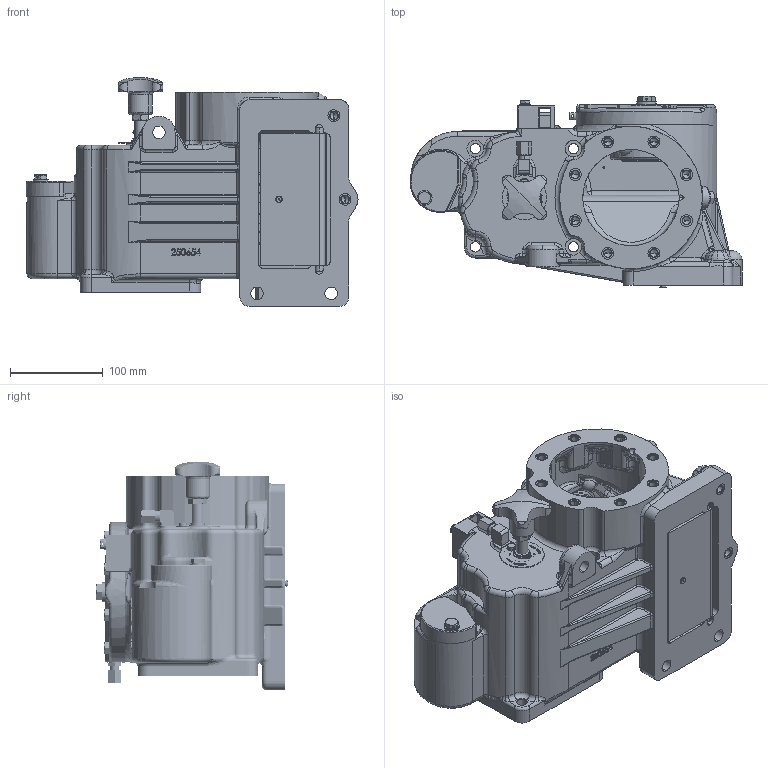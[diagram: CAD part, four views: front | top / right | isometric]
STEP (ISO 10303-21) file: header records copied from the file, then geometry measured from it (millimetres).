
FILE_DESCRIPTION (( 'STEP AP214' ), '1' );
FILE_NAME ('GVL80PE-D_251201.STEP', '2014-11-25T08:06:34', ( 'Admin2' ), ( '' ), 'SwSTEP 2.0', 'SolidWorks 2010', '' );
FILE_SCHEMA (( 'AUTOMOTIVE_DESIGN' ));
Length unit declared in the file: millimetre
Products named in the file (1): GVL80PE-D_251201
Bounding box: 358.5 x 206.6 x 247 mm (x, y, z)
Volume: 4094799.7 mm3; surface area: 799153.4 mm2
Topology: 58 solids, 58 shells, 4352 faces, 10811 edges, 6524 vertices
Faces by surface type: plane 1352, cylinder 1062, bspline 971, cone 511, torus 406, sphere 50
Entity records: 228142 total; most frequent: CARTESIAN_POINT 83831, ORIENTED_EDGE 21120, DIRECTION 18235, EDGE_CURVE 10560, AXIS2_PLACEMENT_3D 6967, VERTEX_POINT 6512, EDGE_LOOP 4714, UNCERTAINTY_MEASURE_WITH_UNIT 4412
